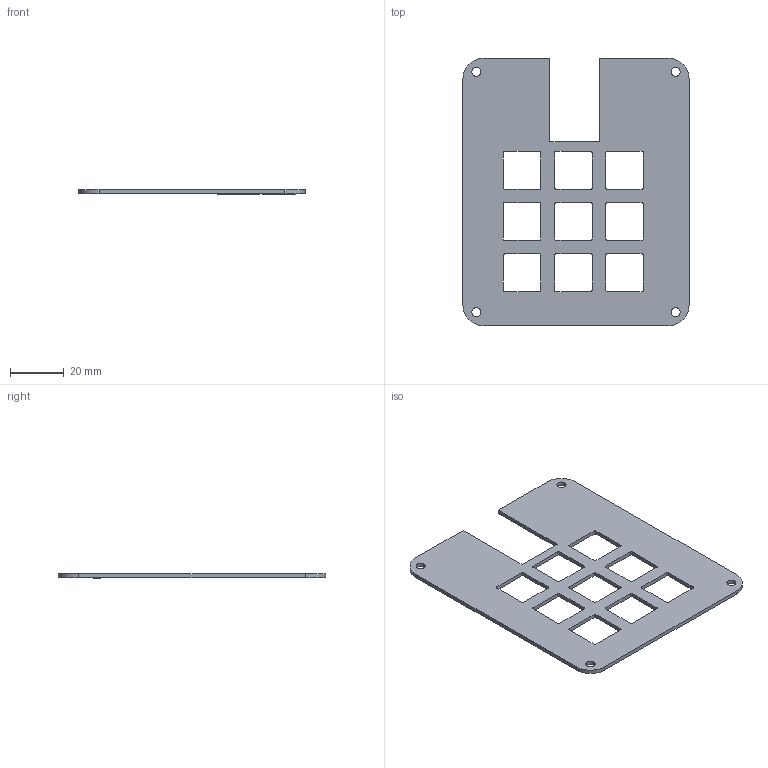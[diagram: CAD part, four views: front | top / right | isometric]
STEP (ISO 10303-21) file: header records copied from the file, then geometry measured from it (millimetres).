
FILE_DESCRIPTION(/* description */ (''),/* implementation_level */ '2;1');
FILE_NAME(/* name */ 'ClicksmithTop.step',/* time_stamp */ '2026-01-20T22:19:09+01:00',/* author */ (''),/* organization */ (''),/* preprocessor_version */ 'ST-DEVELOPER v20.1',/* originating_system */ 'Autodesk Translation Framework v14.21.0.0',/* authorisation */ '');
FILE_SCHEMA (('AUTOMOTIVE_DESIGN { 1 0 10303 214 3 1 1 }'));
Length unit declared in the file: millimetre
Products named in the file (1): 2026-01-20-21-44-36-950
Bounding box: 84.1 x 99.4 x 1.7 mm (x, y, z)
Volume: 8913.5 mm3; surface area: 13344 mm2
Topology: 1 solids, 1 shells, 435 faces, 1233 edges, 822 vertices
Faces by surface type: bspline 216, plane 175, cylinder 44
Full cylindrical faces by diameter (mm): 3.4 x4
Entity records: 16140 total; most frequent: CARTESIAN_POINT 6163, ORIENTED_EDGE 2466, DIRECTION 1329, EDGE_CURVE 1233, VERTEX_POINT 822, LINE 713, VECTOR 713, EDGE_LOOP 483
